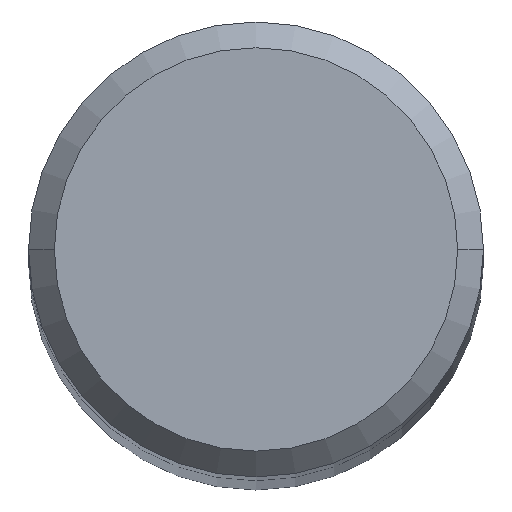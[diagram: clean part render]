
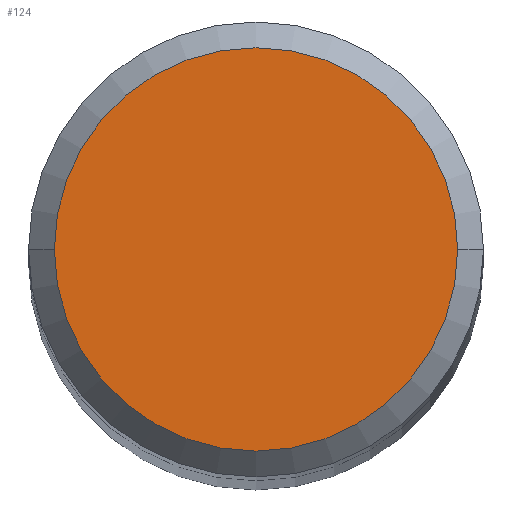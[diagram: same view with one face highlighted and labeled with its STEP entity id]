
A CAD part, top view. The second image highlights one B-rep face of the part: STEP entity #124.
In plain terms, the highlighted planar face has unit normal (0, 0, 1).
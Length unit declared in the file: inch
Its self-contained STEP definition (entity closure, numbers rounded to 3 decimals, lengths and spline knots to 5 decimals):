
#15 = EDGE_CURVE ( 'NONE', #308, #46, #214, .T. ) ;
#39 = CARTESIAN_POINT ( 'NONE',  ( 0., 0., 0. ) ) ;
#46 = VERTEX_POINT ( 'NONE', #83 ) ;
#48 = CARTESIAN_POINT ( 'NONE',  ( 0., 0., 0. ) ) ;
#61 = DIRECTION ( 'NONE',  ( 0., 0., -1. ) ) ;
#62 = DIRECTION ( 'NONE',  ( 1., 0., 0. ) ) ;
#83 = CARTESIAN_POINT ( 'NONE',  ( 0.24435, 0., 0. ) ) ;
#117 = PLANE ( 'NONE',  #143 ) ;
#121 = DIRECTION ( 'NONE',  ( -1., 0., 0. ) ) ;
#124 = ADVANCED_FACE ( 'NONE', ( #282 ), #117, .F. ) ;
#143 = AXIS2_PLACEMENT_3D ( 'NONE', #253, #61, #121 ) ;
#146 = CARTESIAN_POINT ( 'NONE',  ( -0.24435, 0., 0. ) ) ;
#150 = DIRECTION ( 'NONE',  ( 0., 0., 1. ) ) ;
#186 = CIRCLE ( 'NONE', #240, 0.24435 ) ;
#195 = ORIENTED_EDGE ( 'NONE', *, *, #247, .T. ) ;
#206 = DIRECTION ( 'NONE',  ( 1., 0., 0. ) ) ;
#214 = CIRCLE ( 'NONE', #269, 0.24435 ) ;
#220 = ORIENTED_EDGE ( 'NONE', *, *, #15, .T. ) ;
#222 = EDGE_LOOP ( 'NONE', ( #220, #195 ) ) ;
#240 = AXIS2_PLACEMENT_3D ( 'NONE', #39, #150, #206 ) ;
#247 = EDGE_CURVE ( 'NONE', #46, #308, #186, .T. ) ;
#253 = CARTESIAN_POINT ( 'NONE',  ( 0., 0., 0. ) ) ;
#269 = AXIS2_PLACEMENT_3D ( 'NONE', #48, #346, #62 ) ;
#282 = FACE_OUTER_BOUND ( 'NONE', #222, .T. ) ;
#308 = VERTEX_POINT ( 'NONE', #146 ) ;
#346 = DIRECTION ( 'NONE',  ( 0., 0., 1. ) ) ;
